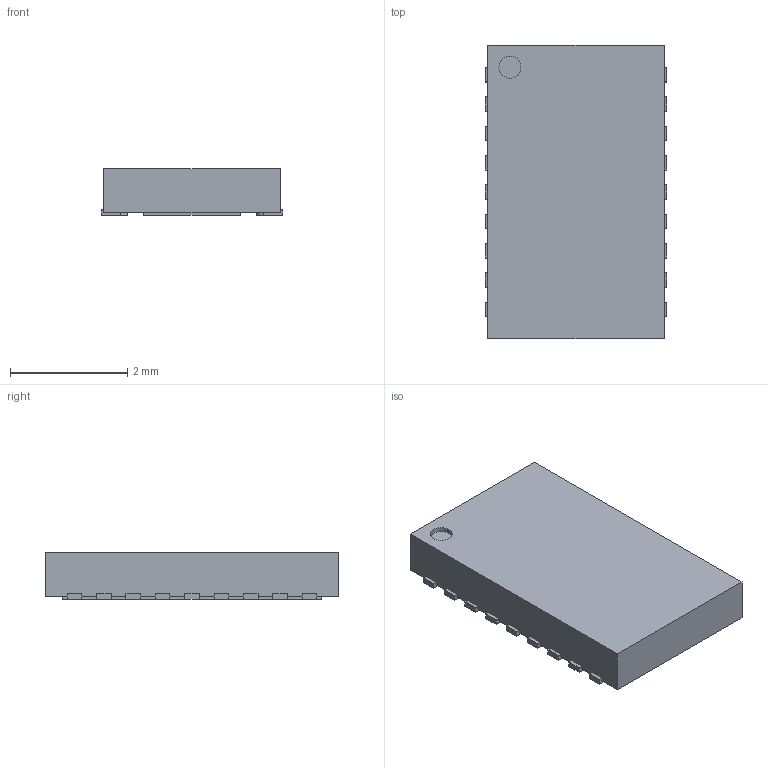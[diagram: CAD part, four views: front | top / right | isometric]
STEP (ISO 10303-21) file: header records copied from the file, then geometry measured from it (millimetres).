
FILE_DESCRIPTION(('FreeCAD Model'),'2;1');
FILE_NAME('661736.1.1.stp','2022-03-12T10:18:32',( 'Author'),(''),'Open CASCADE STEP processor 6.9','FreeCAD','Unknown' );
FILE_SCHEMA(('AUTOMOTIVE_DESIGN { 1 0 10303 214 1 1 1 1 }'));
Length unit declared in the file: millimetre
Products named in the file (4): ASSEMBLY; Body; ThermalPin; PinsArrayLR
Assembly tree (3 placements, depth 2):
  ASSEMBLY
    Body
    ThermalPin
    PinsArrayLR
Bounding box: 3.1 x 5 x 0.8 mm (x, y, z)
Volume: 12.2 mm3; surface area: 64 mm2
Topology: 20 solids, 20 shells, 122 faces, 243 edges, 162 vertices
Faces by surface type: plane 103, cylinder 19
Full cylindrical faces by diameter (mm): 0.375 x1
Entity records: 6549 total; most frequent: CARTESIAN_POINT 1125, DIRECTION 1001, LINE 653, VECTOR 653, ORIENTED_EDGE 486, PCURVE 486, DEFINITIONAL_REPRESENTATION 486, EDGE_CURVE 243
